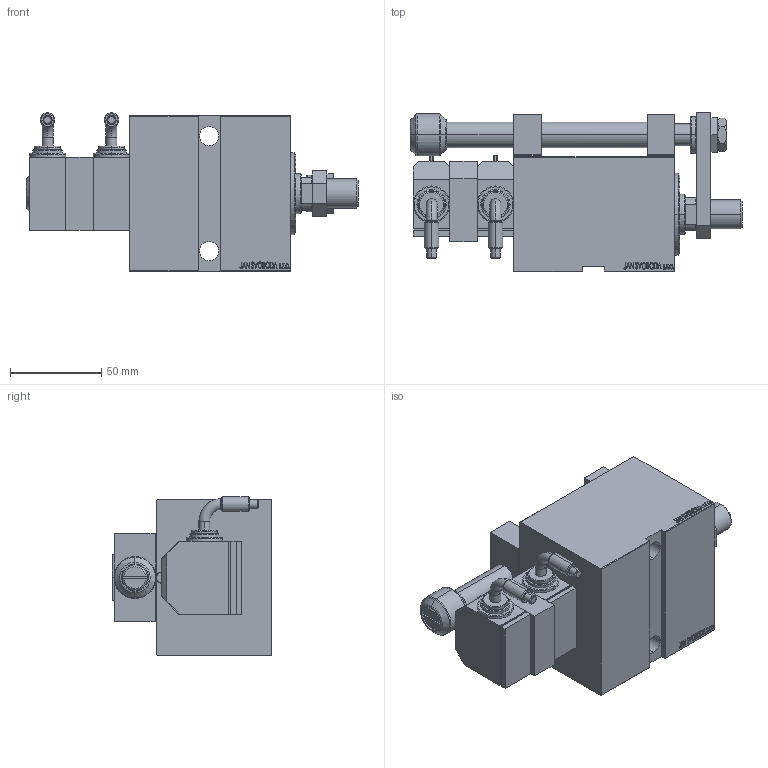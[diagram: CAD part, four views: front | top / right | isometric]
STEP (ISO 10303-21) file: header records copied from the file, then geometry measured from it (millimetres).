
FILE_DESCRIPTION (( 'STEP AP203' ), '1' );
FILE_NAME ('fecf.STEP', '2025-12-11T10:21:51', ( '' ), ( '' ), 'SwSTEP 2.0', 'SolidWorks 2019', '' );
FILE_SCHEMA (( 'CONFIG_CONTROL_DESIGN' ));
Length unit declared in the file: millimetre
Products named in the file (14): MIDDLE c93f5247684e20ff97671d102ef3517e; ZARAZKA_P c93f5247684e20ff97671d102ef3517e; V450CM_VC_B c93f5247684e20ff97671d102ef3517e; SWITCH P c93f5247684e20ff97671d102ef3517e; V450CM_E_VCP c93f5247684e20ff97671d102ef3517e; SWITCH_P_FRONT_BACK c93f5247684e20ff97671d102ef3517e; V450CM_MALE_METRIC c93f5247684e20ff97671d102ef3517e; V450CM_E_Body c93f5247684e20ff97671d102ef3517e; NUT_D16 c93f5247684e20ff97671d102ef3517e; SWITCH DIM W_B c93f5247684e20ff97671d102ef3517e; KROUZEK_PRO_TYC c93f5247684e20ff97671d102ef3517e; TYC_P c93f5247684e20ff97671d102ef3517e; fecf; NUT_D19_P c93f5247684e20ff97671d102ef3517e
Assembly tree (15 placements, depth 2):
  fecf
    V450CM_E_Body c93f5247684e20ff97671d102ef3517e
    V450CM_E_VCP c93f5247684e20ff97671d102ef3517e
    V450CM_VC_B c93f5247684e20ff97671d102ef3517e
    V450CM_MALE_METRIC c93f5247684e20ff97671d102ef3517e
    ZARAZKA_P c93f5247684e20ff97671d102ef3517e
    KROUZEK_PRO_TYC c93f5247684e20ff97671d102ef3517e
    MIDDLE c93f5247684e20ff97671d102ef3517e
    NUT_D16 c93f5247684e20ff97671d102ef3517e
    NUT_D19_P c93f5247684e20ff97671d102ef3517e
    SWITCH DIM W_B c93f5247684e20ff97671d102ef3517e
    SWITCH P c93f5247684e20ff97671d102ef3517e  x2
    SWITCH_P_FRONT_BACK c93f5247684e20ff97671d102ef3517e  x2
    TYC_P c93f5247684e20ff97671d102ef3517e
Bounding box: 181.8 x 87.5 x 86.76 mm (x, y, z)
Volume: 602185.4 mm3; surface area: 121141.6 mm2
Topology: 15 solids, 15 shells, 1115 faces, 2770 edges, 1814 vertices
Faces by surface type: plane 530, bspline 384, cylinder 114, cone 53, torus 34
Entity records: 50492 total; most frequent: CARTESIAN_POINT 26561, ORIENTED_EDGE 5180, DIRECTION 3419, EDGE_CURVE 2590, VERTEX_POINT 1701, VECTOR 1499, LINE 1499, EDGE_LOOP 1183
